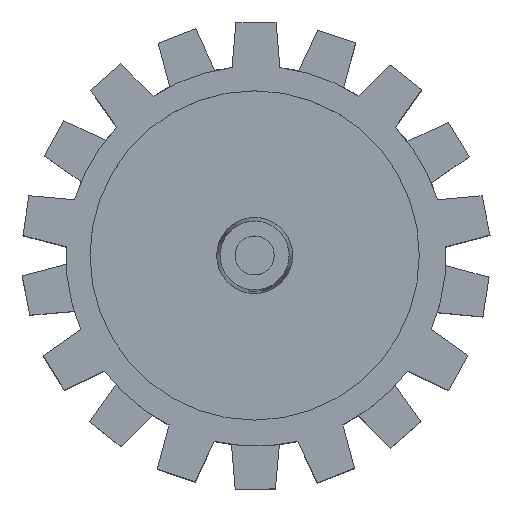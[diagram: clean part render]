
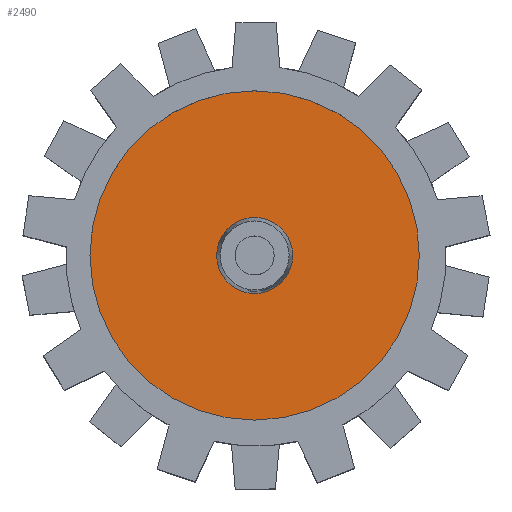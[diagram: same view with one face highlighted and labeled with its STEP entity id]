
A CAD part, top view. The second image highlights one B-rep face of the part: STEP entity #2490.
In plain terms, the highlighted planar face has unit normal (0, 0, 1).
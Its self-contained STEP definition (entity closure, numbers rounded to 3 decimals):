
#22=FACE_BOUND('',#307,.T.);
#61=PLANE('',#2667);
#169=FACE_OUTER_BOUND('',#306,.T.);
#306=EDGE_LOOP('',(#1913));
#307=EDGE_LOOP('',(#1914));
#984=CIRCLE('',#2600,26.);
#1009=CIRCLE('',#2666,6.);
#1060=VERTEX_POINT('',#3524);
#1141=VERTEX_POINT('',#3766);
#1306=EDGE_CURVE('',#1060,#1060,#984,.T.);
#1427=EDGE_CURVE('',#1141,#1141,#1009,.T.);
#1913=ORIENTED_EDGE('',*,*,#1306,.T.);
#1914=ORIENTED_EDGE('',*,*,#1427,.T.);
#2490=ADVANCED_FACE('',(#169,#22),#61,.T.);
#2600=AXIS2_PLACEMENT_3D('',#3525,#2814,#2815);
#2666=AXIS2_PLACEMENT_3D('',#3768,#3042,#3043);
#2667=AXIS2_PLACEMENT_3D('',#3769,#3044,#3045);
#2814=DIRECTION('center_axis',(0.,0.,1.));
#2815=DIRECTION('ref_axis',(1.,0.,0.));
#3042=DIRECTION('center_axis',(0.,0.,-1.));
#3043=DIRECTION('ref_axis',(1.,0.,0.));
#3044=DIRECTION('center_axis',(0.,0.,1.));
#3045=DIRECTION('ref_axis',(1.,0.,0.));
#3524=CARTESIAN_POINT('',(-26.,0.,26.));
#3525=CARTESIAN_POINT('Origin',(0.,0.,26.));
#3766=CARTESIAN_POINT('',(-6.,0.,26.));
#3768=CARTESIAN_POINT('Origin',(0.,0.,26.));
#3769=CARTESIAN_POINT('Origin',(0.,0.,26.));
